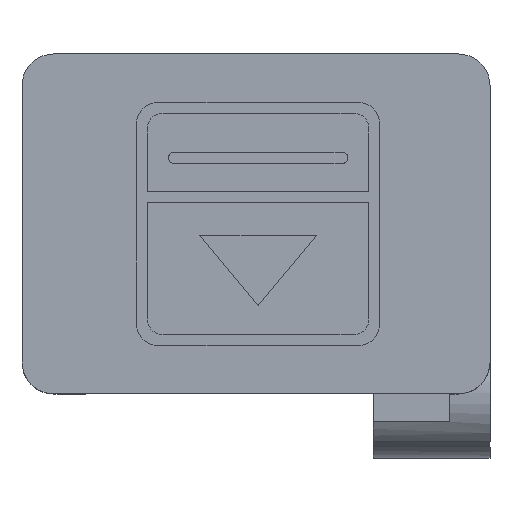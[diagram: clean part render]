
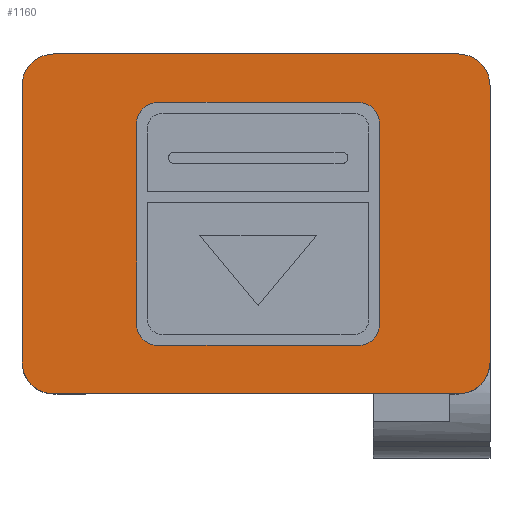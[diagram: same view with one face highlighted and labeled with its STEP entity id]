
A CAD part, top view. The second image highlights one B-rep face of the part: STEP entity #1160.
In plain terms, the highlighted planar face has unit normal (0, 0, 1).
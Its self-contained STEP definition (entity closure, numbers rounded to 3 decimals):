
#31=FACE_BOUND('',#147,.T.);
#37=PLANE('',#1242);
#81=FACE_OUTER_BOUND('',#146,.T.);
#146=EDGE_LOOP('',(#809,#810,#811,#812,#813,#814,#815,#816));
#147=EDGE_LOOP('',(#817,#818,#819,#820,#821,#822,#823,#824));
#216=LINE('',#1677,#342);
#229=LINE('',#1705,#355);
#230=LINE('',#1709,#356);
#231=LINE('',#1713,#357);
#232=LINE('',#1717,#358);
#233=LINE('',#1721,#359);
#234=LINE('',#1725,#360);
#235=LINE('',#1729,#361);
#342=VECTOR('',#1349,10.);
#355=VECTOR('',#1366,10.);
#356=VECTOR('',#1369,10.);
#357=VECTOR('',#1372,10.);
#358=VECTOR('',#1375,10.);
#359=VECTOR('',#1378,10.);
#360=VECTOR('',#1381,10.);
#361=VECTOR('',#1384,10.);
#467=CIRCLE('',#1239,1.5);
#469=CIRCLE('',#1243,1.5);
#470=CIRCLE('',#1244,1.5);
#471=CIRCLE('',#1245,1.5);
#472=CIRCLE('',#1246,1.);
#473=CIRCLE('',#1247,1.);
#474=CIRCLE('',#1248,1.);
#475=CIRCLE('',#1249,1.);
#502=VERTEX_POINT('',#1670);
#503=VERTEX_POINT('',#1672);
#504=VERTEX_POINT('',#1676);
#517=VERTEX_POINT('',#1704);
#518=VERTEX_POINT('',#1706);
#519=VERTEX_POINT('',#1708);
#520=VERTEX_POINT('',#1710);
#521=VERTEX_POINT('',#1712);
#522=VERTEX_POINT('',#1715);
#523=VERTEX_POINT('',#1716);
#524=VERTEX_POINT('',#1718);
#525=VERTEX_POINT('',#1720);
#526=VERTEX_POINT('',#1722);
#527=VERTEX_POINT('',#1724);
#528=VERTEX_POINT('',#1726);
#529=VERTEX_POINT('',#1728);
#618=EDGE_CURVE('',#502,#503,#467,.T.);
#620=EDGE_CURVE('',#504,#503,#216,.T.);
#634=EDGE_CURVE('',#502,#517,#229,.F.);
#635=EDGE_CURVE('',#518,#517,#469,.T.);
#636=EDGE_CURVE('',#518,#519,#230,.T.);
#637=EDGE_CURVE('',#520,#519,#470,.T.);
#638=EDGE_CURVE('',#520,#521,#231,.T.);
#639=EDGE_CURVE('',#504,#521,#471,.T.);
#640=EDGE_CURVE('',#522,#523,#232,.T.);
#641=EDGE_CURVE('',#523,#524,#472,.T.);
#642=EDGE_CURVE('',#524,#525,#233,.T.);
#643=EDGE_CURVE('',#525,#526,#473,.T.);
#644=EDGE_CURVE('',#526,#527,#234,.T.);
#645=EDGE_CURVE('',#527,#528,#474,.T.);
#646=EDGE_CURVE('',#528,#529,#235,.T.);
#647=EDGE_CURVE('',#529,#522,#475,.T.);
#809=ORIENTED_EDGE('',*,*,#618,.F.);
#810=ORIENTED_EDGE('',*,*,#634,.T.);
#811=ORIENTED_EDGE('',*,*,#635,.F.);
#812=ORIENTED_EDGE('',*,*,#636,.T.);
#813=ORIENTED_EDGE('',*,*,#637,.F.);
#814=ORIENTED_EDGE('',*,*,#638,.T.);
#815=ORIENTED_EDGE('',*,*,#639,.F.);
#816=ORIENTED_EDGE('',*,*,#620,.T.);
#817=ORIENTED_EDGE('',*,*,#640,.T.);
#818=ORIENTED_EDGE('',*,*,#641,.T.);
#819=ORIENTED_EDGE('',*,*,#642,.T.);
#820=ORIENTED_EDGE('',*,*,#643,.T.);
#821=ORIENTED_EDGE('',*,*,#644,.T.);
#822=ORIENTED_EDGE('',*,*,#645,.T.);
#823=ORIENTED_EDGE('',*,*,#646,.T.);
#824=ORIENTED_EDGE('',*,*,#647,.T.);
#1160=ADVANCED_FACE('',(#81,#31),#37,.T.);
#1239=AXIS2_PLACEMENT_3D('',#1673,#1344,#1345);
#1242=AXIS2_PLACEMENT_3D('',#1703,#1364,#1365);
#1243=AXIS2_PLACEMENT_3D('',#1707,#1367,#1368);
#1244=AXIS2_PLACEMENT_3D('',#1711,#1370,#1371);
#1245=AXIS2_PLACEMENT_3D('',#1714,#1373,#1374);
#1246=AXIS2_PLACEMENT_3D('',#1719,#1376,#1377);
#1247=AXIS2_PLACEMENT_3D('',#1723,#1379,#1380);
#1248=AXIS2_PLACEMENT_3D('',#1727,#1382,#1383);
#1249=AXIS2_PLACEMENT_3D('',#1730,#1385,#1386);
#1344=DIRECTION('center_axis',(0.,0.,-1.));
#1345=DIRECTION('ref_axis',(-0.707,0.707,0.));
#1349=DIRECTION('',(-1.,0.,0.));
#1364=DIRECTION('center_axis',(0.,0.,1.));
#1365=DIRECTION('ref_axis',(1.,0.,0.));
#1366=DIRECTION('',(0.,1.,0.));
#1367=DIRECTION('center_axis',(0.,0.,-1.));
#1368=DIRECTION('ref_axis',(-0.707,-0.707,0.));
#1369=DIRECTION('',(1.,0.,0.));
#1370=DIRECTION('center_axis',(0.,0.,-1.));
#1371=DIRECTION('ref_axis',(0.707,-0.707,0.));
#1372=DIRECTION('',(0.,1.,0.));
#1373=DIRECTION('center_axis',(0.,0.,-1.));
#1374=DIRECTION('ref_axis',(0.707,0.707,0.));
#1375=DIRECTION('',(0.,-1.,0.));
#1376=DIRECTION('center_axis',(0.,0.,-1.));
#1377=DIRECTION('ref_axis',(0.,-1.,0.));
#1378=DIRECTION('',(-1.,0.,0.));
#1379=DIRECTION('center_axis',(0.,0.,-1.));
#1380=DIRECTION('ref_axis',(-1.,0.,0.));
#1381=DIRECTION('',(0.,1.,0.));
#1382=DIRECTION('center_axis',(0.,0.,-1.));
#1383=DIRECTION('ref_axis',(0.,1.,0.));
#1384=DIRECTION('',(1.,0.,0.));
#1385=DIRECTION('center_axis',(0.,0.,-1.));
#1386=DIRECTION('ref_axis',(1.,0.,0.));
#1670=CARTESIAN_POINT('',(-162.53,6.5,-8.8));
#1672=CARTESIAN_POINT('',(-161.03,8.,-8.8));
#1673=CARTESIAN_POINT('Origin',(-161.03,6.5,-8.8));
#1676=CARTESIAN_POINT('',(-142.,8.,-8.8));
#1677=CARTESIAN_POINT('',(-162.33,8.,-8.8));
#1703=CARTESIAN_POINT('Origin',(-151.415,0.,
-8.8));
#1704=CARTESIAN_POINT('',(-162.53,-6.5,-8.8));
#1705=CARTESIAN_POINT('',(-162.53,4.,-8.8));
#1706=CARTESIAN_POINT('',(-161.03,-8.,-8.8));
#1707=CARTESIAN_POINT('Origin',(-161.03,-6.5,-8.8));
#1708=CARTESIAN_POINT('',(-142.,-8.,-8.8));
#1709=CARTESIAN_POINT('',(-140.5,-8.,-8.8));
#1710=CARTESIAN_POINT('',(-140.5,-6.5,-8.8));
#1711=CARTESIAN_POINT('Origin',(-142.,-6.5,-8.8));
#1712=CARTESIAN_POINT('',(-140.5,6.5,-8.8));
#1713=CARTESIAN_POINT('',(-140.5,8.,-8.8));
#1714=CARTESIAN_POINT('Origin',(-142.,6.5,-8.8));
#1715=CARTESIAN_POINT('',(-145.696,4.719,-8.8));
#1716=CARTESIAN_POINT('',(-145.696,-4.719,-8.8));
#1717=CARTESIAN_POINT('',(-145.696,2.359,-8.8));
#1718=CARTESIAN_POINT('',(-146.696,-5.719,-8.8));
#1719=CARTESIAN_POINT('Origin',(-146.696,-4.719,-8.8));
#1720=CARTESIAN_POINT('',(-156.134,-5.719,-8.8));
#1721=CARTESIAN_POINT('',(-149.056,-5.719,-8.8));
#1722=CARTESIAN_POINT('',(-157.134,-4.719,-8.8));
#1723=CARTESIAN_POINT('Origin',(-156.134,-4.719,-8.8));
#1724=CARTESIAN_POINT('',(-157.134,4.719,-8.8));
#1725=CARTESIAN_POINT('',(-157.134,-2.359,-8.8));
#1726=CARTESIAN_POINT('',(-156.134,5.719,-8.8));
#1727=CARTESIAN_POINT('Origin',(-156.134,4.719,-8.8));
#1728=CARTESIAN_POINT('',(-146.696,5.719,-8.8));
#1729=CARTESIAN_POINT('',(-153.774,5.719,-8.8));
#1730=CARTESIAN_POINT('Origin',(-146.696,4.719,-8.8));
